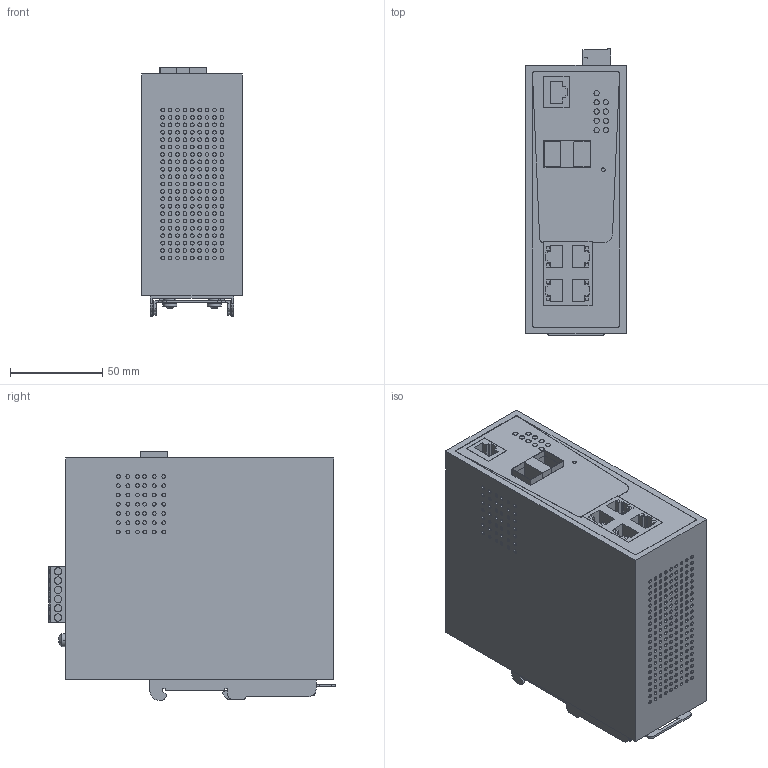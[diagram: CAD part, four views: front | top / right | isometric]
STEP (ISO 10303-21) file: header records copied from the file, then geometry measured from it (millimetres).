
FILE_DESCRIPTION(('CATIA V5 STEP Exchange','CAx-IF Rec.Pracs.--- Model Styling and Organization---1.4--- 2014-01-23'),'2;1');
FILE_NAME ('D1493001_0', '2021-07-09T17:16:37+00:00', ('none'), ('Weidmueller'), 'CATIA Version 5-6 Release 2016 SP3 HF44', 'CATIA V5 STEP AP214', 'none');
FILE_SCHEMA(('AUTOMOTIVE_DESIGN { 1 0 10303 214 1 1 1 1 }'));
Length unit declared in the file: millimetre
Products named in the file (1): S3D_IE_SW_AL06M_4GTPoE_2GESFP
Bounding box: 54.3 x 154.9 x 134.55 mm (x, y, z)
Volume: 938087.9 mm3; surface area: 117358.4 mm2
Topology: 33 solids, 34 shells, 1929 faces, 4250 edges, 2825 vertices
Faces by surface type: plane 948, cylinder 905, extrusion 66, revolution 8, sphere 2
Entity records: 50506 total; most frequent: CARTESIAN_POINT 9764, ORIENTED_EDGE 8500, DIRECTION 5979, EDGE_CURVE 4250, VERTEX_POINT 2825, AXIS2_PLACEMENT_3D 2767, EDGE_LOOP 2399, VECTOR 2245
